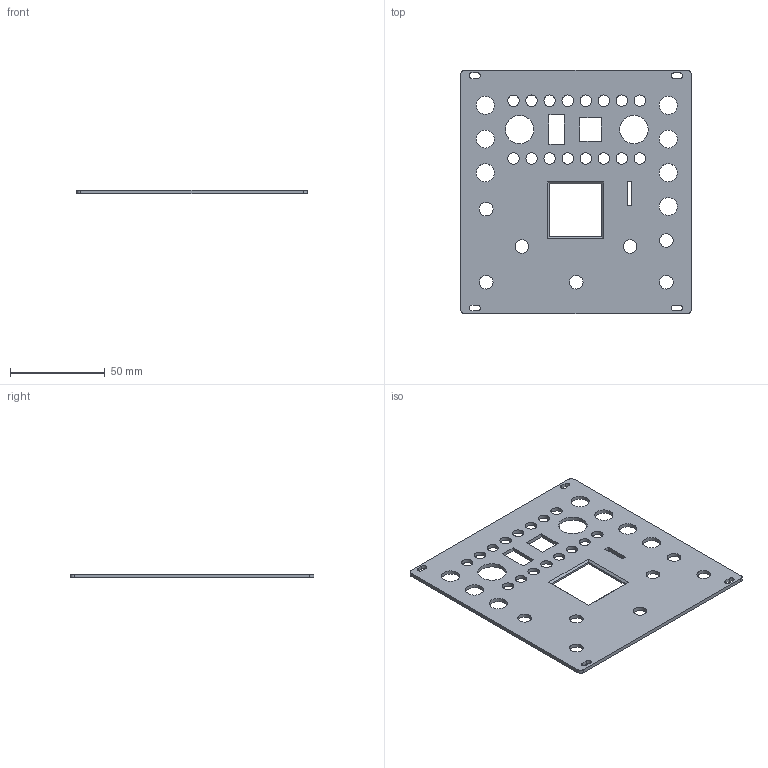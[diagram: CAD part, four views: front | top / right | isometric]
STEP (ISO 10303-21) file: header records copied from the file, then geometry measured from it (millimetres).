
FILE_DESCRIPTION(('FreeCAD Model'),'2;1');
FILE_NAME( 'Panel.step', '2019-11-16T22:00:12',(''),(''),'Open CASCADE STEP processor 7.3', 'FreeCAD','Unknown');
FILE_SCHEMA(('AUTOMOTIVE_DESIGN { 1 0 10303 214 1 1 1 1 }'));
Length unit declared in the file: millimetre
Products named in the file (1): Chamfer
Bounding box: 121.56 x 128.5 x 2 mm (x, y, z)
Volume: 25733.1 mm3; surface area: 28840.6 mm2
Topology: 1 solids, 1 shells, 78 faces, 224 edges, 148 vertices
Faces by surface type: cylinder 44, plane 34
Full cylindrical faces by diameter (mm): 6 x16, 7.2 x7, 9.5 x7, 15 x2
Entity records: 2837 total; most frequent: DIRECTION 470, CARTESIAN_POINT 451, ORIENTED_EDGE 448, EDGE_CURVE 224, AXIS2_PLACEMENT_3D 167, FACE_BOUND 158, EDGE_LOOP 158, VERTEX_POINT 148
